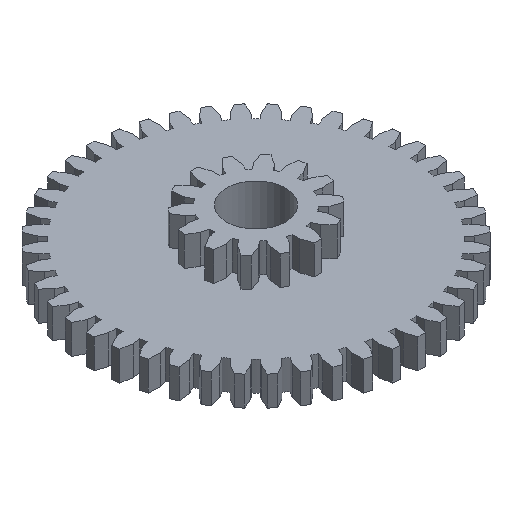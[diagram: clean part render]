
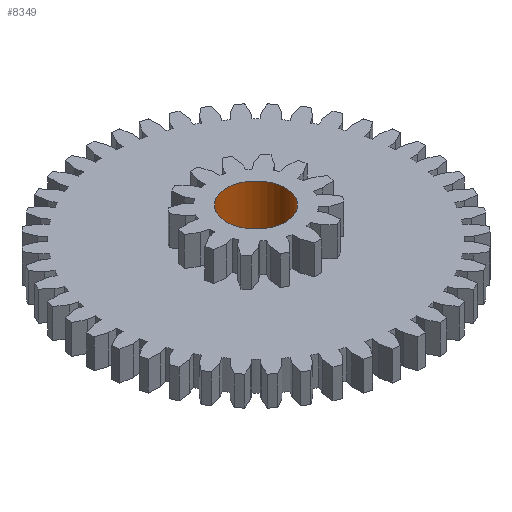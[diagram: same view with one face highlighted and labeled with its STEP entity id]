
A CAD part, isometric view. The second image highlights one B-rep face of the part: STEP entity #8349.
In plain terms, the highlighted cylindrical face has radius 2 mm (diameter 4 mm), a full revolution.
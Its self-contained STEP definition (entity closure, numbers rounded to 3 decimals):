
#8299=CARTESIAN_POINT('',(0.,0.,2.));
#8300=DIRECTION('',(0.,0.,-1.));
#8301=DIRECTION('',(-1.,0.,0.));
#8302=AXIS2_PLACEMENT_3D('',#8299,#8300,#8301);
#8303=CYLINDRICAL_SURFACE('',#8302,2.);
#8304=CARTESIAN_POINT('',(-2.,0.,0.));
#8305=VERTEX_POINT('',#8304);
#8306=CARTESIAN_POINT('',(-2.,0.,4.));
#8307=VERTEX_POINT('',#8306);
#8308=CARTESIAN_POINT('',(-2.,0.,0.));
#8309=DIRECTION('',(-0.,-0.,1.));
#8310=VECTOR('',#8309,4.);
#8311=LINE('',#8308,#8310);
#8312=EDGE_CURVE('',#8305,#8307,#8311,.T.);
#8313=ORIENTED_EDGE('',*,*,#8312,.F.);
#8314=CARTESIAN_POINT('',(2.,-0.,0.));
#8315=VERTEX_POINT('',#8314);
#8316=CARTESIAN_POINT('',(0.,0.,0.));
#8317=DIRECTION('',(0.,0.,1.));
#8318=DIRECTION('',(1.,0.,-0.));
#8319=AXIS2_PLACEMENT_3D('',#8316,#8317,#8318);
#8320=CIRCLE('',#8319,2.);
#8321=EDGE_CURVE('',#8315,#8305,#8320,.T.);
#8322=ORIENTED_EDGE('',*,*,#8321,.F.);
#8323=CARTESIAN_POINT('',(0.,0.,0.));
#8324=DIRECTION('',(0.,0.,1.));
#8325=DIRECTION('',(1.,0.,-0.));
#8326=AXIS2_PLACEMENT_3D('',#8323,#8324,#8325);
#8327=CIRCLE('',#8326,2.);
#8328=EDGE_CURVE('',#8305,#8315,#8327,.T.);
#8329=ORIENTED_EDGE('',*,*,#8328,.F.);
#8330=ORIENTED_EDGE('',*,*,#8312,.T.);
#8331=CARTESIAN_POINT('',(2.,0.,4.));
#8332=VERTEX_POINT('',#8331);
#8333=CARTESIAN_POINT('',(0.,0.,4.));
#8334=DIRECTION('',(0.,0.,1.));
#8335=DIRECTION('',(1.,0.,-0.));
#8336=AXIS2_PLACEMENT_3D('',#8333,#8334,#8335);
#8337=CIRCLE('',#8336,2.);
#8338=EDGE_CURVE('',#8307,#8332,#8337,.T.);
#8339=ORIENTED_EDGE('',*,*,#8338,.T.);
#8340=CARTESIAN_POINT('',(0.,0.,4.));
#8341=DIRECTION('',(0.,0.,1.));
#8342=DIRECTION('',(1.,0.,-0.));
#8343=AXIS2_PLACEMENT_3D('',#8340,#8341,#8342);
#8344=CIRCLE('',#8343,2.);
#8345=EDGE_CURVE('',#8332,#8307,#8344,.T.);
#8346=ORIENTED_EDGE('',*,*,#8345,.T.);
#8347=EDGE_LOOP('',(#8313,#8322,#8329,#8330,#8339,#8346));
#8348=FACE_BOUND('',#8347,.T.);
#8349=ADVANCED_FACE('',(#8348),#8303,.F.);
